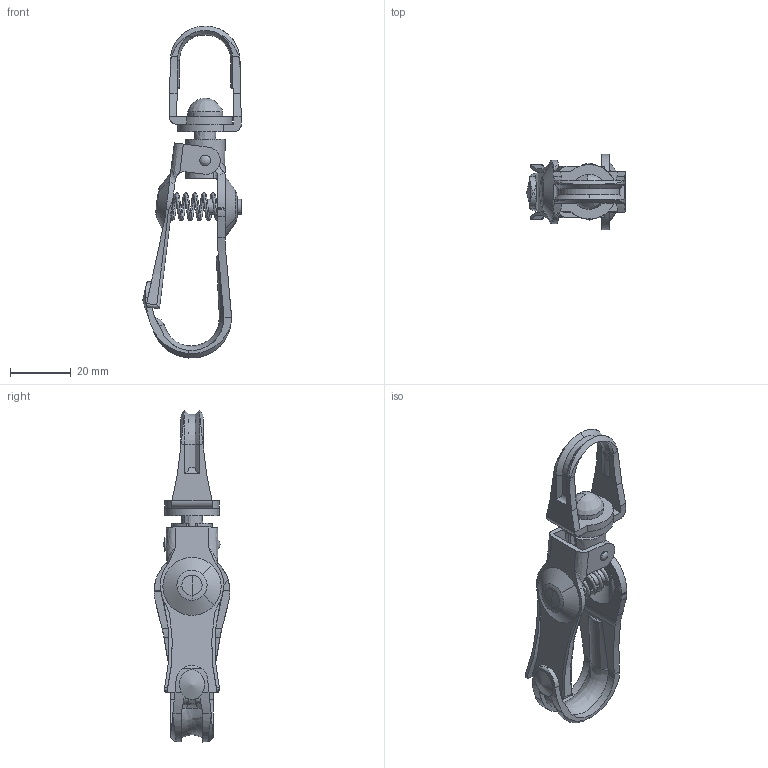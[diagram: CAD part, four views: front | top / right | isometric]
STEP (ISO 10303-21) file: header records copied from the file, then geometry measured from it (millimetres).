
FILE_DESCRIPTION((''),'2;1');
FILE_NAME('','2006-01-19T09:41:04',(''),(''),'','CADfix','');
FILE_SCHEMA(('AUTOMOTIVE_DESIGN'));
Length unit declared in the file: millimetre
Products named in the file (8): spring; pin_B; pin_A; stopper; ring; pin_C; hook; TM_108_1_18486_36
Assembly tree (7 placements, depth 2):
  TM_108_1_18486_36
    spring
    pin_B
    pin_A
    stopper
    ring
    pin_C
    hook
Bounding box: 32.61 x 25 x 109.72 mm (x, y, z)
Volume: 10787.8 mm3; surface area: 12213.9 mm2
Topology: 7 solids, 7 shells, 262 faces, 824 edges, 572 vertices
Faces by surface type: bspline 262
Entity records: 15976 total; most frequent: CARTESIAN_POINT 11010, ORIENTED_EDGE 1634, EDGE_CURVE 817, VERTEX_POINT 572, B_SPLINE_CURVE_WITH_KNOTS 507, QUASI_UNIFORM_CURVE 287, EDGE_LOOP 281, FACE_OUTER_BOUND 262
